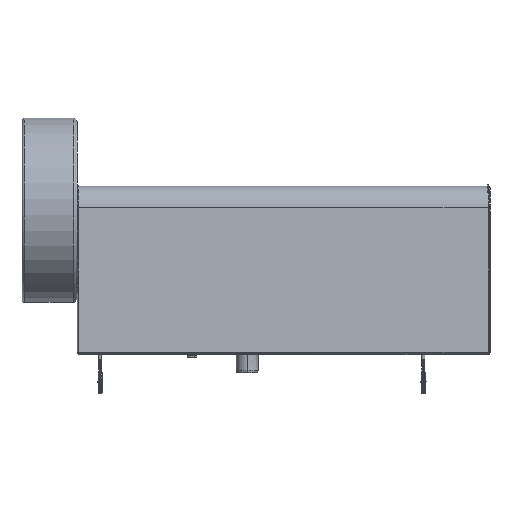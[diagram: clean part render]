
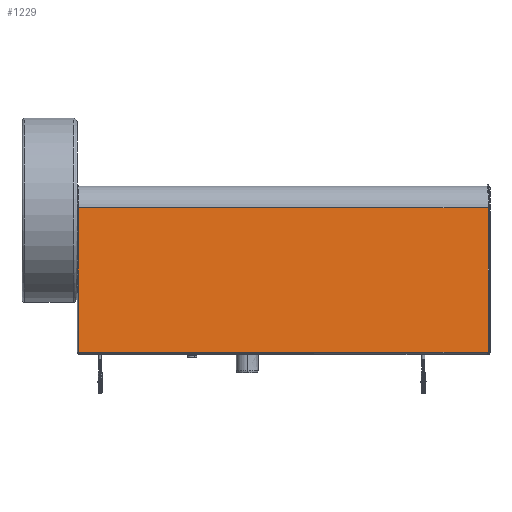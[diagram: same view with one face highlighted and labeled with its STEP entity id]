
A CAD part, left-side view. The second image highlights one B-rep face of the part: STEP entity #1229.
In plain terms, the highlighted planar face has unit normal (-0.996, 0, 0.093).
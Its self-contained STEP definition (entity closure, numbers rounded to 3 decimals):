
#700=CARTESIAN_POINT('',(-69.693,2.0,-251.72));
#701=VERTEX_POINT('',#700);
#713=CARTESIAN_POINT('',(-69.693,758.0,-251.72));
#714=VERTEX_POINT('',#713);
#715=CARTESIAN_POINT('',(-69.693,760.0,-251.72));
#716=DIRECTION('',(0.0,-1.0,0.0));
#717=VECTOR('',#716,1.0);
#718=LINE('',#715,#717);
#719=EDGE_CURVE('n� 2587',#714,#701,#718,.T.);
#1199=CARTESIAN_POINT('',(-44.804,758.0,14.194));
#1200=VERTEX_POINT('',#1199);
#1201=CARTESIAN_POINT('',(-70.0,758.0,-255.0));
#1202=DIRECTION('',(-0.093,0.0,-0.996));
#1203=VECTOR('',#1202,1.0);
#1204=LINE('',#1201,#1203);
#1205=EDGE_CURVE('n� 154',#1200,#714,#1204,.T.);
#1206=ORIENTED_EDGE('',*,*,#1205,.T.);
#1207=ORIENTED_EDGE('',*,*,#719,.T.);
#1208=CARTESIAN_POINT('',(-44.804,2.0,14.194));
#1209=VERTEX_POINT('',#1208);
#1210=CARTESIAN_POINT('',(-70.0,2.0,-255.0));
#1211=DIRECTION('',(0.093,0.0,0.996));
#1212=VECTOR('',#1211,1.0);
#1213=LINE('',#1210,#1212);
#1214=EDGE_CURVE('n� 2585',#701,#1209,#1213,.T.);
#1215=ORIENTED_EDGE('',*,*,#1214,.T.);
#1216=CARTESIAN_POINT('',(-44.804,760.0,14.194));
#1217=DIRECTION('',(0.0,-1.0,0.0));
#1218=VECTOR('',#1217,1.0);
#1219=LINE('',#1216,#1218);
#1220=EDGE_CURVE('n� 143',#1200,#1209,#1219,.T.);
#1221=ORIENTED_EDGE('',*,*,#1220,.F.);
#1222=EDGE_LOOP('',(#1206,#1207,#1215,#1221));
#1223=FACE_OUTER_BOUND('',#1222,.T.);
#1224=CARTESIAN_POINT('',(-70.0,760.0,-255.0));
#1225=DIRECTION('',(0.996,0.0,-0.093));
#1226=DIRECTION('',(-0.093,0.0,-0.996));
#1227=AXIS2_PLACEMENT_3D('',#1224,#1225,#1226);
#1228=PLANE('',#1227);
#1229=ADVANCED_FACE('n� 88',(#1223),#1228,.F.);
